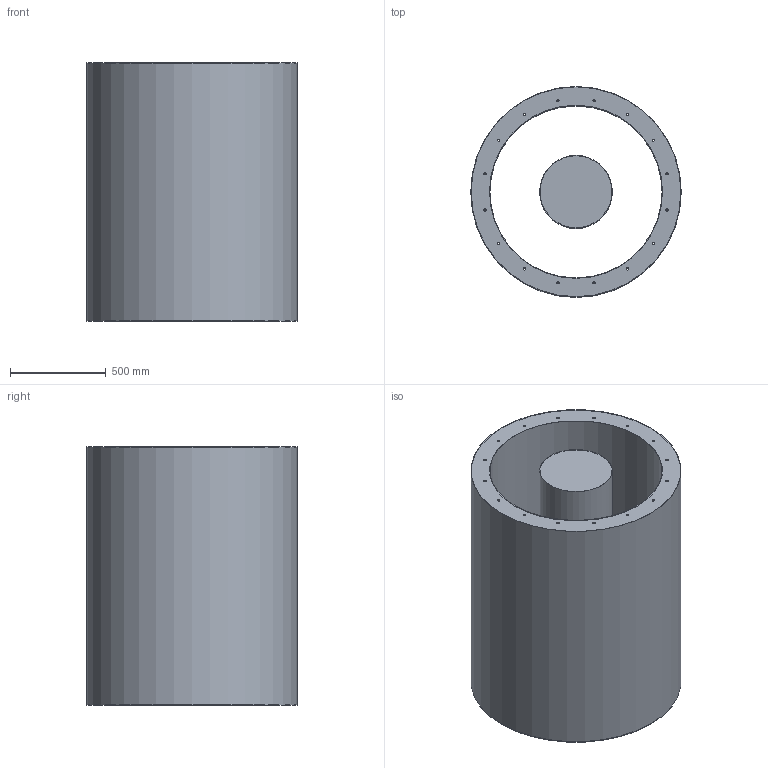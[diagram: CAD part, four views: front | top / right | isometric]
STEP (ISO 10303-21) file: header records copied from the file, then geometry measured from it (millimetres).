
FILE_DESCRIPTION (( 'STEP AP203' ), '1' );
FILE_NAME ('CCsb90x1,5D_1SI0900.STEP', '2022-02-23T13:04:52', ( '' ), ( '' ), 'SwSTEP 2.0', 'SolidWorks 2018', '' );
FILE_SCHEMA (( 'CONFIG_CONTROL_DESIGN' ));
Length unit declared in the file: millimetre
Products named in the file (1): CCsb90x1,5D_1SI0900
Bounding box: 1100 x 1100 x 1350 mm (x, y, z)
Volume: 21814188.9 mm3; surface area: 21816626.8 mm2
Topology: 2 solids, 3 shells, 46 faces, 146 edges, 108 vertices
Faces by surface type: cylinder 38, plane 8
Full cylindrical faces by diameter (mm): 12 x32, 376 x1, 380 x1, 900 x1, 904 x1, 1096 x1, 1100 x1
Entity records: 1429 total; most frequent: DIRECTION 246, CARTESIAN_POINT 199, EDGE_LOOP 152, ORIENTED_EDGE 152, AXIS2_PLACEMENT_3D 123, FACE_OUTER_BOUND 84, EDGE_CURVE 76, VERTEX_POINT 76
